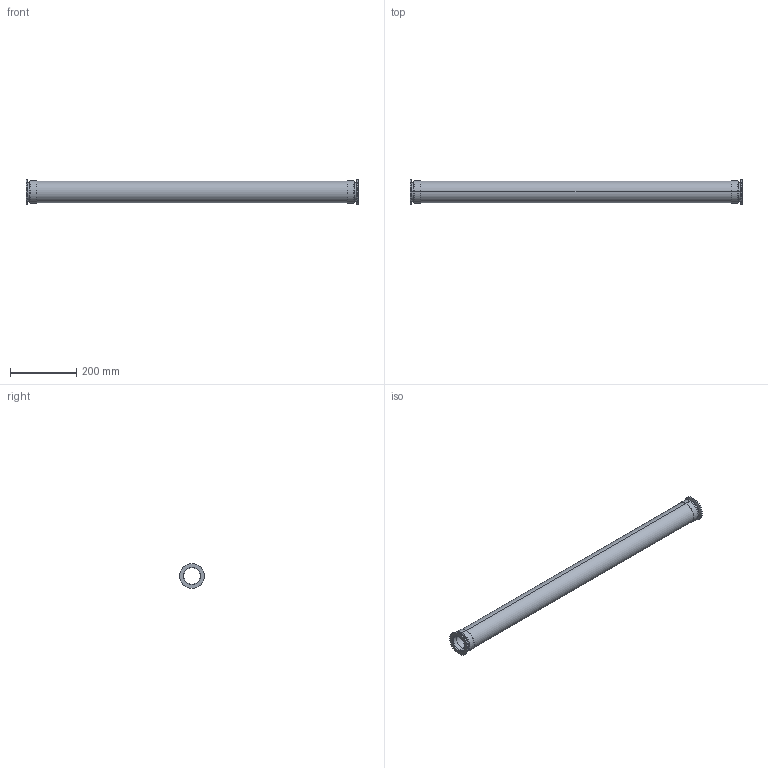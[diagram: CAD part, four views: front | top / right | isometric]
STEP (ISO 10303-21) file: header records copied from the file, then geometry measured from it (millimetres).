
FILE_DESCRIPTION (( 'STEP AP214' ), '1' );
FILE_NAME ('120SWU050-1000.step', '2017-07-06T10:00:13', ( 'install' ), ( '' ), 'SwSTEP 2.0', 'SolidWorks 2015', '' );
FILE_SCHEMA (( 'AUTOMOTIVE_DESIGN' ));
Length unit declared in the file: millimetre
Products named in the file (1): 120SWU050-1000
Bounding box: 1000 x 75 x 75 mm (x, y, z)
Volume: 1438956.4 mm3; surface area: 395361.9 mm2
Topology: 5 solids, 5 shells, 72 faces, 144 edges, 88 vertices
Faces by surface type: cylinder 36, plane 16, torus 12, cone 8
Entity records: 2778 total; most frequent: DIRECTION 390, CARTESIAN_POINT 305, ORIENTED_EDGE 288, AXIS2_PLACEMENT_3D 173, EDGE_CURVE 144, CIRCLE 100, EDGE_LOOP 88, VERTEX_POINT 88
